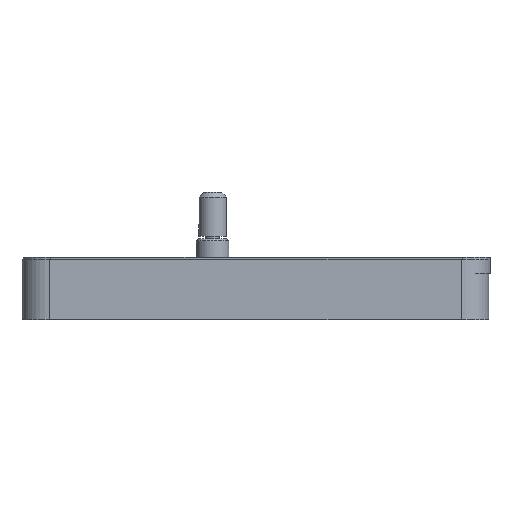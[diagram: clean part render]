
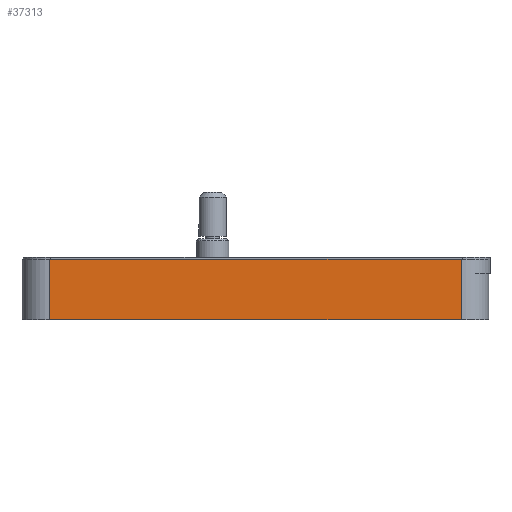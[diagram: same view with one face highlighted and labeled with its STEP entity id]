
A CAD part, left-side view. The second image highlights one B-rep face of the part: STEP entity #37313.
In plain terms, the highlighted planar face has unit normal (-1, 0, 0).
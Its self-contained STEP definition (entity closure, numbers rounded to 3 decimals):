
#3537=FACE_OUTER_BOUND('',#5706,.T.);
#5706=EDGE_LOOP('',(#26409,#26410,#26411,#26412));
#8168=LINE('',#56385,#12014);
#8181=LINE('',#56429,#12027);
#8188=LINE('',#56453,#12034);
#8189=LINE('',#56455,#12035);
#12014=VECTOR('',#42411,10.);
#12027=VECTOR('',#42450,10.);
#12034=VECTOR('',#42473,10.);
#12035=VECTOR('',#42476,10.);
#16025=VERTEX_POINT('',#56382);
#16026=VERTEX_POINT('',#56384);
#16043=VERTEX_POINT('',#56426);
#16044=VERTEX_POINT('',#56428);
#19920=EDGE_CURVE('',#16025,#16026,#8168,.T.);
#19940=EDGE_CURVE('',#16043,#16044,#8181,.T.);
#19953=EDGE_CURVE('',#16026,#16043,#8188,.T.);
#19954=EDGE_CURVE('',#16044,#16025,#8189,.T.);
#26409=ORIENTED_EDGE('',*,*,#19953,.F.);
#26410=ORIENTED_EDGE('',*,*,#19920,.F.);
#26411=ORIENTED_EDGE('',*,*,#19954,.F.);
#26412=ORIENTED_EDGE('',*,*,#19940,.F.);
#35818=PLANE('',#39365);
#37313=ADVANCED_FACE('',(#3537),#35818,.T.);
#39365=AXIS2_PLACEMENT_3D('',#56504,#42533,#42534);
#42411=DIRECTION('',(0.,1.,0.));
#42450=DIRECTION('',(0.,-1.,0.));
#42473=DIRECTION('',(0.,0.,1.));
#42476=DIRECTION('',(0.,0.,-1.));
#42533=DIRECTION('center_axis',(-1.,0.,0.));
#42534=DIRECTION('ref_axis',(0.,-1.,0.));
#56382=CARTESIAN_POINT('',(-109.5,4.5,0.));
#56384=CARTESIAN_POINT('',(-109.5,93.5,0.));
#56385=CARTESIAN_POINT('',(-109.5,-1.5,0.));
#56426=CARTESIAN_POINT('',(-109.5,93.5,13.));
#56428=CARTESIAN_POINT('',(-109.5,4.5,13.));
#56429=CARTESIAN_POINT('',(-109.5,-1.5,13.));
#56453=CARTESIAN_POINT('',(-109.5,93.5,0.));
#56455=CARTESIAN_POINT('',(-109.5,4.5,0.));
#56504=CARTESIAN_POINT('Origin',(-109.5,99.5,0.));
